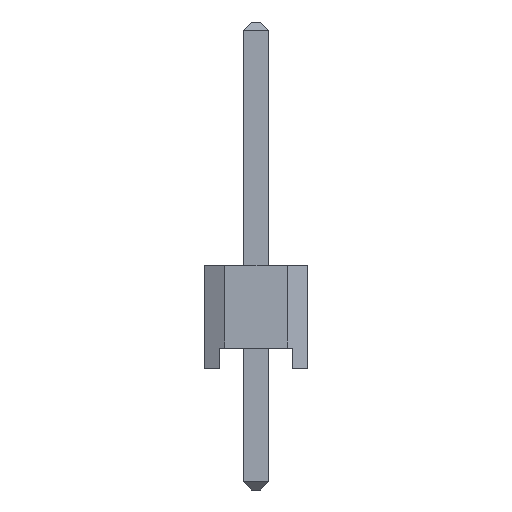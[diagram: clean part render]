
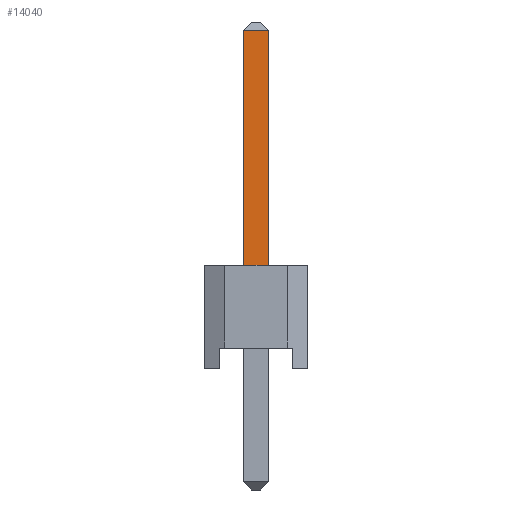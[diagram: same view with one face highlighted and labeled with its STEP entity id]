
A CAD part, left-side view. The second image highlights one B-rep face of the part: STEP entity #14040.
In plain terms, the highlighted planar face has unit normal (-1, 0, 0).
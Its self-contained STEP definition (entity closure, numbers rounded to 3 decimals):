
#2100=ORIENTED_EDGE('',*,*,#3565,.F.);
#2101=ORIENTED_EDGE('',*,*,#3918,.T.);
#2102=ORIENTED_EDGE('',*,*,#3917,.T.);
#2103=ORIENTED_EDGE('',*,*,#3919,.F.);
#3565=EDGE_CURVE('',#4769,#4766,#5855,.T.);
#3917=EDGE_CURVE('',#4963,#4964,#6207,.T.);
#3918=EDGE_CURVE('',#4769,#4963,#6208,.T.);
#3919=EDGE_CURVE('',#4766,#4964,#6209,.T.);
#4766=VERTEX_POINT('',#18790);
#4769=VERTEX_POINT('',#18795);
#4963=VERTEX_POINT('',#19509);
#4964=VERTEX_POINT('',#19513);
#5855=LINE('',#18796,#7261);
#6207=LINE('',#19520,#7613);
#6208=LINE('',#19522,#7614);
#6209=LINE('',#19523,#7615);
#7261=VECTOR('',#15935,1000.);
#7613=VECTOR('',#16639,1000.);
#7614=VECTOR('',#16642,1000.);
#7615=VECTOR('',#16643,1000.);
#8358=EDGE_LOOP('',(#2100,#2101,#2102,#2103));
#8962=FACE_BOUND('',#8358,.T.);
#9526=PLANE('',#14611);
#14040=ADVANCED_FACE('',(#8962),#9526,.F.);
#14611=AXIS2_PLACEMENT_3D('',#19521,#16640,#16641);
#15935=DIRECTION('',(0.,0.,-1.));
#16639=DIRECTION('',(0.,0.,-1.));
#16640=DIRECTION('',(1.,0.,0.));
#16641=DIRECTION('',(0.,1.,0.));
#16642=DIRECTION('',(0.,1.,0.));
#16643=DIRECTION('',(0.,1.,0.));
#18790=CARTESIAN_POINT('',(-24.45,1.27,-0.32));
#18795=CARTESIAN_POINT('',(-24.45,1.27,0.32));
#18796=CARTESIAN_POINT('',(-24.45,1.27,0.32));
#19509=CARTESIAN_POINT('',(-24.45,7.07,0.32));
#19513=CARTESIAN_POINT('',(-24.45,7.07,-0.32));
#19520=CARTESIAN_POINT('',(-24.45,7.07,-0.32));
#19521=CARTESIAN_POINT('',(-24.45,-4.27,-0.32));
#19522=CARTESIAN_POINT('',(-24.45,-4.27,0.32));
#19523=CARTESIAN_POINT('',(-24.45,-4.27,-0.32));
